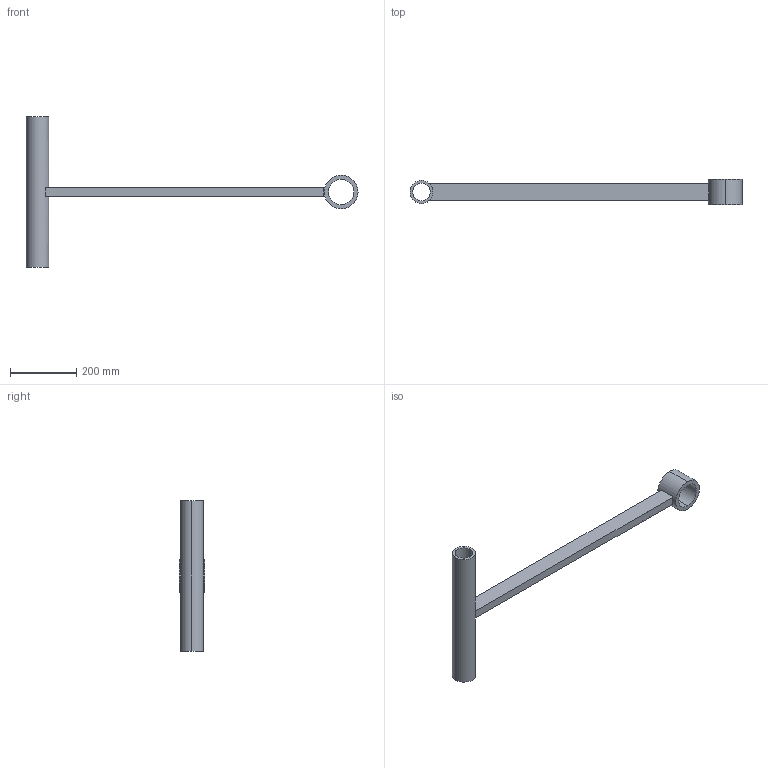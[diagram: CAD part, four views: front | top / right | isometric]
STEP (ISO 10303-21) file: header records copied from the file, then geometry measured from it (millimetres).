
FILE_DESCRIPTION (( 'STEP AP203' ), '1' );
FILE_NAME ('shaft_Default_v0.step', '2023-01-16T22:56:33', ( '' ), ( '' ), 'SwSTEP 2.0', 'SolidWorks 2022', '' );
FILE_SCHEMA (( 'CONFIG_CONTROL_DESIGN' ));
Length unit declared in the file: inch
Products named in the file (1): shaft_Default_v0
Bounding box: 999.81 x 76.2 x 452.12 mm (x, y, z)
Volume: 1331371.4 mm3; surface area: 459312.9 mm2
Topology: 1 solids, 2 shells, 24 faces, 57 edges, 38 vertices
Faces by surface type: cylinder 12, plane 12
Entity records: 822 total; most frequent: CARTESIAN_POINT 152, DIRECTION 133, ORIENTED_EDGE 114, EDGE_CURVE 57, AXIS2_PLACEMENT_3D 53, VERTEX_POINT 38, EDGE_LOOP 29, CIRCLE 28
